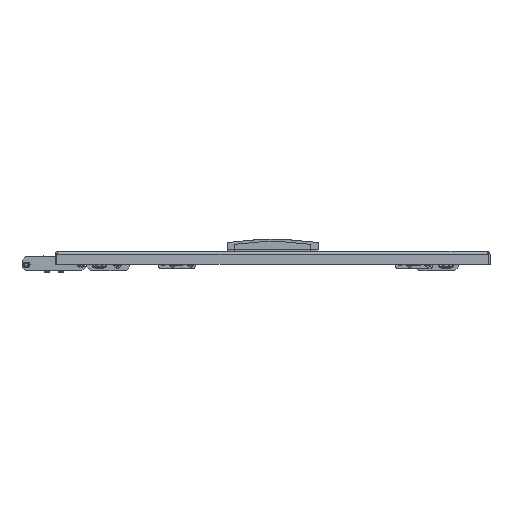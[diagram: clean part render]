
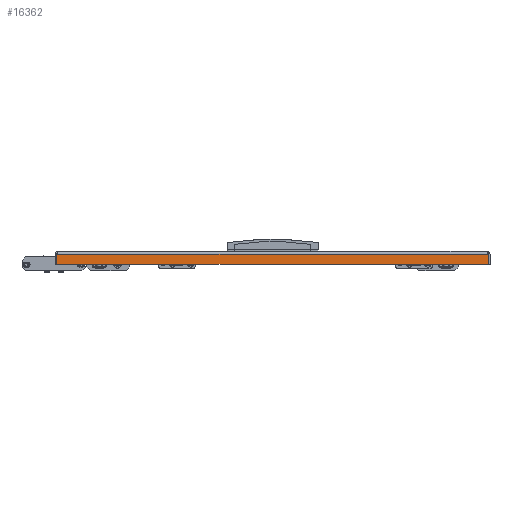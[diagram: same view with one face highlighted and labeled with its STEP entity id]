
A CAD part, left-side view. The second image highlights one B-rep face of the part: STEP entity #16362.
In plain terms, the highlighted planar face has unit normal (-1, 0, 0).
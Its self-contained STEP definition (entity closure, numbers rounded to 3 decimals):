
#360 = VECTOR ( 'NONE', #15717, 1000. ) ;
#1089 = DIRECTION ( 'NONE',  ( 0., 0., -1. ) ) ;
#4721 = DIRECTION ( 'NONE',  ( 0., -1., 0. ) ) ;
#5242 = VECTOR ( 'NONE', #1089, 1000. ) ;
#5323 = LINE ( 'NONE', #20615, #360 ) ;
#5509 = LINE ( 'NONE', #8540, #7148 ) ;
#5973 = AXIS2_PLACEMENT_3D ( 'NONE', #20492, #25860, #10552 ) ;
#6621 = FACE_OUTER_BOUND ( 'NONE', #8959, .T. ) ;
#7071 = ORIENTED_EDGE ( 'NONE', *, *, #14389, .F. ) ;
#7148 = VECTOR ( 'NONE', #17279, 1000. ) ;
#8485 = CARTESIAN_POINT ( 'NONE',  ( -297.5, -295.929, -16. ) ) ;
#8540 = CARTESIAN_POINT ( 'NONE',  ( -297.5, -295.929, -2. ) ) ;
#8959 = EDGE_LOOP ( 'NONE', ( #20799, #7071, #33507, #30800 ) ) ;
#9000 = CARTESIAN_POINT ( 'NONE',  ( -297.5, 295.929, -2. ) ) ;
#9851 = VECTOR ( 'NONE', #4721, 1000. ) ;
#10552 = DIRECTION ( 'NONE',  ( 0., 0., -1. ) ) ;
#11661 = VERTEX_POINT ( 'NONE', #20001 ) ;
#12826 = PLANE ( 'NONE',  #5973 ) ;
#14389 = EDGE_CURVE ( 'NONE', #14928, #22780, #5509, .T. ) ;
#14928 = VERTEX_POINT ( 'NONE', #31868 ) ;
#15482 = CARTESIAN_POINT ( 'NONE',  ( -297.5, 298., -16. ) ) ;
#15717 = DIRECTION ( 'NONE',  ( 0., -1., 0. ) ) ;
#16362 = ADVANCED_FACE ( 'NONE', ( #6621 ), #12826, .F. ) ;
#16787 = LINE ( 'NONE', #15482, #9851 ) ;
#17279 = DIRECTION ( 'NONE',  ( 0., 0., -1. ) ) ;
#17891 = LINE ( 'NONE', #9000, #5242 ) ;
#18685 = EDGE_CURVE ( 'NONE', #11661, #29373, #17891, .T. ) ;
#20001 = CARTESIAN_POINT ( 'NONE',  ( -297.5, 295.929, -2. ) ) ;
#20492 = CARTESIAN_POINT ( 'NONE',  ( -297.5, 298., 0. ) ) ;
#20615 = CARTESIAN_POINT ( 'NONE',  ( -297.5, -298., -2. ) ) ;
#20799 = ORIENTED_EDGE ( 'NONE', *, *, #29078, .T. ) ;
#22780 = VERTEX_POINT ( 'NONE', #8485 ) ;
#25860 = DIRECTION ( 'NONE',  ( 1., 0., 0. ) ) ;
#29066 = CARTESIAN_POINT ( 'NONE',  ( -297.5, 295.929, -16. ) ) ;
#29078 = EDGE_CURVE ( 'NONE', #29373, #22780, #16787, .T. ) ;
#29151 = EDGE_CURVE ( 'NONE', #11661, #14928, #5323, .T. ) ;
#29373 = VERTEX_POINT ( 'NONE', #29066 ) ;
#30800 = ORIENTED_EDGE ( 'NONE', *, *, #18685, .T. ) ;
#31868 = CARTESIAN_POINT ( 'NONE',  ( -297.5, -295.929, -2. ) ) ;
#33507 = ORIENTED_EDGE ( 'NONE', *, *, #29151, .F. ) ;
